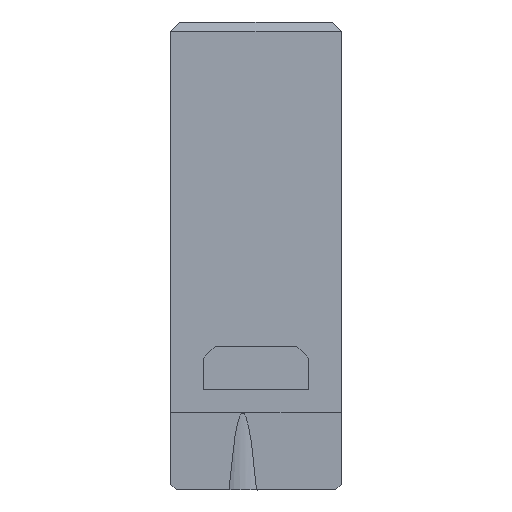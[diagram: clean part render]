
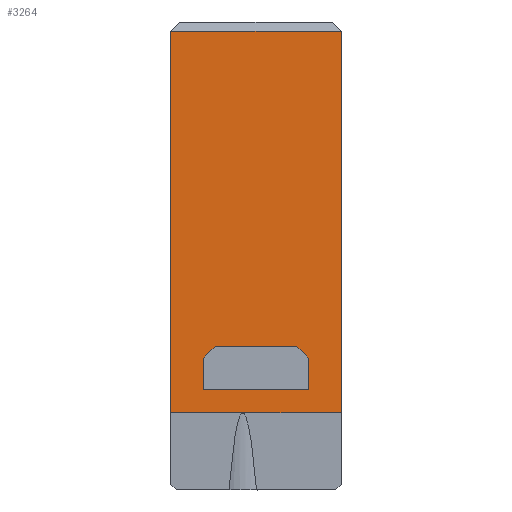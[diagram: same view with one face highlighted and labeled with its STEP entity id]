
A CAD part, front view. The second image highlights one B-rep face of the part: STEP entity #3264.
In plain terms, the highlighted planar face has unit normal (0, -1, 0).
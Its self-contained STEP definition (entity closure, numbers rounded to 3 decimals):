
#3264=ADVANCED_FACE('',(#4661,#4662),#4079,.T.);
#4079=PLANE('',#17212);
#4661=FACE_BOUND('',#5014,.T.);
#4662=FACE_BOUND('',#5015,.T.);
#5014=EDGE_LOOP('',(#7483,#7484,#7485,#7486,#7487,#7488));
#5015=EDGE_LOOP('',(#7489,#7490,#7491,#7492,#7493));
#7483=ORIENTED_EDGE('',*,*,#12795,.T.);
#7484=ORIENTED_EDGE('',*,*,#12784,.T.);
#7485=ORIENTED_EDGE('',*,*,#12787,.T.);
#7486=ORIENTED_EDGE('',*,*,#12789,.T.);
#7487=ORIENTED_EDGE('',*,*,#12791,.T.);
#7488=ORIENTED_EDGE('',*,*,#12793,.T.);
#7489=ORIENTED_EDGE('',*,*,#13165,.T.);
#7490=ORIENTED_EDGE('',*,*,#12882,.T.);
#7491=ORIENTED_EDGE('',*,*,#12889,.F.);
#7492=ORIENTED_EDGE('',*,*,#13166,.F.);
#7493=ORIENTED_EDGE('',*,*,#13167,.T.);
#11205=VERTEX_POINT('',#24487);
#11206=VERTEX_POINT('',#24488);
#11207=VERTEX_POINT('',#24493);
#11208=VERTEX_POINT('',#24497);
#11209=VERTEX_POINT('',#24501);
#11210=VERTEX_POINT('',#24505);
#11266=VERTEX_POINT('',#24683);
#11267=VERTEX_POINT('',#24685);
#11270=VERTEX_POINT('',#24693);
#11439=VERTEX_POINT('',#25644);
#11440=VERTEX_POINT('',#25655);
#12784=EDGE_CURVE('',#11205,#11206,#14626,.T.);
#12787=EDGE_CURVE('',#11206,#11207,#14629,.T.);
#12789=EDGE_CURVE('',#11207,#11208,#14631,.T.);
#12791=EDGE_CURVE('',#11208,#11209,#14633,.T.);
#12793=EDGE_CURVE('',#11209,#11210,#14635,.T.);
#12795=EDGE_CURVE('',#11210,#11205,#14637,.T.);
#12882=EDGE_CURVE('',#11267,#11266,#14698,.T.);
#12889=EDGE_CURVE('',#11270,#11266,#14703,.T.);
#13165=EDGE_CURVE('',#11439,#11267,#14820,.T.);
#13166=EDGE_CURVE('',#11440,#11270,#14821,.T.);
#13167=EDGE_CURVE('',#11440,#11439,#14822,.T.);
#14626=LINE('',#24486,#15738);
#14629=LINE('',#24492,#15741);
#14631=LINE('',#24496,#15743);
#14633=LINE('',#24500,#15745);
#14635=LINE('',#24504,#15747);
#14637=LINE('',#24508,#15749);
#14698=LINE('',#24684,#15810);
#14703=LINE('',#24697,#15815);
#14820=LINE('',#25652,#15932);
#14821=LINE('',#25654,#15933);
#14822=LINE('',#25656,#15934);
#15738=VECTOR('',#18103,1.);
#15741=VECTOR('',#18108,1.);
#15743=VECTOR('',#18112,1.);
#15745=VECTOR('',#18116,1.);
#15747=VECTOR('',#18120,1.);
#15749=VECTOR('',#18124,1.);
#15810=VECTOR('',#18303,1.);
#15815=VECTOR('',#18316,1.);
#15932=VECTOR('',#18805,1.);
#15933=VECTOR('',#18808,1.);
#15934=VECTOR('',#18809,1.);
#17212=AXIS2_PLACEMENT_3D('',#25657,#18810,#18811);
#18103=DIRECTION('',(1.,0.,0.));
#18108=DIRECTION('',(0.707,0.,-0.707));
#18112=DIRECTION('',(0.,0.,-1.));
#18116=DIRECTION('',(-1.,0.,0.));
#18120=DIRECTION('',(0.,0.,1.));
#18124=DIRECTION('',(0.707,0.,0.707));
#18303=DIRECTION('',(0.,0.,-1.));
#18316=DIRECTION('',(-1.,0.,0.));
#18805=DIRECTION('',(-1.,0.,0.));
#18808=DIRECTION('',(-1.,0.,0.));
#18809=DIRECTION('',(0.,0.,1.));
#18810=DIRECTION('',(0.,-1.,0.));
#18811=DIRECTION('',(0.,0.,1.));
#24486=CARTESIAN_POINT('',(-3.5,-15.15,-11.6));
#24487=CARTESIAN_POINT('',(-3.5,-15.15,-11.6));
#24488=CARTESIAN_POINT('',(3.5,-15.15,-11.6));
#24492=CARTESIAN_POINT('',(3.5,-15.15,-11.6));
#24493=CARTESIAN_POINT('',(4.5,-15.15,-12.6));
#24496=CARTESIAN_POINT('',(4.5,-15.15,-12.6));
#24497=CARTESIAN_POINT('',(4.5,-15.15,-15.3));
#24500=CARTESIAN_POINT('',(4.5,-15.15,-15.3));
#24501=CARTESIAN_POINT('',(-4.5,-15.15,-15.3));
#24504=CARTESIAN_POINT('',(-4.5,-15.15,-15.3));
#24505=CARTESIAN_POINT('',(-4.5,-15.15,-12.6));
#24508=CARTESIAN_POINT('',(-4.5,-15.15,-12.6));
#24683=CARTESIAN_POINT('',(-7.325,-15.15,-17.3));
#24684=CARTESIAN_POINT('',(-7.325,-15.15,15.4));
#24685=CARTESIAN_POINT('',(-7.325,-15.15,15.4));
#24693=CARTESIAN_POINT('',(-1.14,-15.15,-17.3));
#24697=CARTESIAN_POINT('',(-1.14,-15.15,-17.3));
#25644=CARTESIAN_POINT('',(7.325,-15.15,15.4));
#25652=CARTESIAN_POINT('',(7.325,-15.15,15.4));
#25654=CARTESIAN_POINT('',(7.325,-15.15,-17.3));
#25655=CARTESIAN_POINT('',(7.325,-15.15,-17.3));
#25656=CARTESIAN_POINT('',(7.325,-15.15,-17.3));
#25657=CARTESIAN_POINT('',(7.325,-15.15,-17.3));
